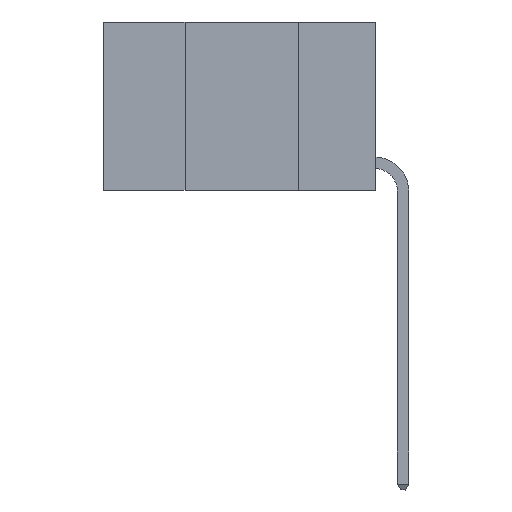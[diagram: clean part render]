
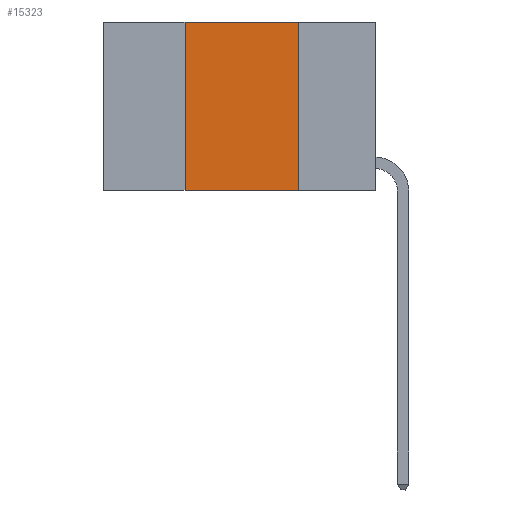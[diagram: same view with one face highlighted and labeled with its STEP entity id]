
A CAD part, left-side view. The second image highlights one B-rep face of the part: STEP entity #15323.
In plain terms, the highlighted planar face has unit normal (-1, 0, 0).
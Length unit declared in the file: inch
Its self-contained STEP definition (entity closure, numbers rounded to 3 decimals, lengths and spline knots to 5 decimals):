
#222 = EDGE_CURVE ( 'NONE', #2343, #16972, #10630, .T. ) ;
#335 = VERTEX_POINT ( 'NONE', #8704 ) ;
#1738 = VECTOR ( 'NONE', #11972, 39.37008 ) ;
#2315 = DIRECTION ( 'NONE',  ( 0., -1., 0. ) ) ;
#2343 = VERTEX_POINT ( 'NONE', #19291 ) ;
#2488 = ORIENTED_EDGE ( 'NONE', *, *, #6283, .F. ) ;
#2507 = VECTOR ( 'NONE', #13315, 39.37008 ) ;
#3848 = ORIENTED_EDGE ( 'NONE', *, *, #222, .T. ) ;
#4275 = CARTESIAN_POINT ( 'NONE',  ( 0., 0.17, 0. ) ) ;
#4560 = EDGE_CURVE ( 'NONE', #335, #11637, #6727, .T. ) ;
#6042 = DIRECTION ( 'NONE',  ( 0., 0., -1. ) ) ;
#6283 = EDGE_CURVE ( 'NONE', #11637, #16972, #9958, .T. ) ;
#6727 = LINE ( 'NONE', #7330, #2507 ) ;
#7070 = CARTESIAN_POINT ( 'NONE',  ( 0., 0.42, 0. ) ) ;
#7265 = CARTESIAN_POINT ( 'NONE',  ( 0., 0.17, -0.37 ) ) ;
#7330 = CARTESIAN_POINT ( 'NONE',  ( 0., 0.6, 0. ) ) ;
#7797 = EDGE_LOOP ( 'NONE', ( #2488, #11704, #17032, #3848 ) ) ;
#8704 = CARTESIAN_POINT ( 'NONE',  ( 0., 0.42, 0. ) ) ;
#8999 = CARTESIAN_POINT ( 'NONE',  ( 0., 0.17, 0. ) ) ;
#9091 = FACE_OUTER_BOUND ( 'NONE', #7797, .T. ) ;
#9395 = AXIS2_PLACEMENT_3D ( 'NONE', #11978, #14960, #6042 ) ;
#9958 = LINE ( 'NONE', #8999, #1738 ) ;
#10630 = LINE ( 'NONE', #13013, #18063 ) ;
#10749 = LINE ( 'NONE', #7070, #13306 ) ;
#11637 = VERTEX_POINT ( 'NONE', #4275 ) ;
#11704 = ORIENTED_EDGE ( 'NONE', *, *, #4560, .F. ) ;
#11972 = DIRECTION ( 'NONE',  ( 0., 0., -1. ) ) ;
#11978 = CARTESIAN_POINT ( 'NONE',  ( 0., 0.6, 0. ) ) ;
#13013 = CARTESIAN_POINT ( 'NONE',  ( 0., 0.6, -0.37 ) ) ;
#13306 = VECTOR ( 'NONE', #17457, 39.37008 ) ;
#13315 = DIRECTION ( 'NONE',  ( 0., -1., 0. ) ) ;
#13491 = PLANE ( 'NONE',  #9395 ) ;
#14005 = EDGE_CURVE ( 'NONE', #2343, #335, #10749, .T. ) ;
#14960 = DIRECTION ( 'NONE',  ( 1., 0., 0. ) ) ;
#15323 = ADVANCED_FACE ( 'NONE', ( #9091 ), #13491, .F. ) ;
#16972 = VERTEX_POINT ( 'NONE', #7265 ) ;
#17032 = ORIENTED_EDGE ( 'NONE', *, *, #14005, .F. ) ;
#17457 = DIRECTION ( 'NONE',  ( 0., 0., 1. ) ) ;
#18063 = VECTOR ( 'NONE', #2315, 39.37008 ) ;
#19291 = CARTESIAN_POINT ( 'NONE',  ( 0., 0.42, -0.37 ) ) ;
